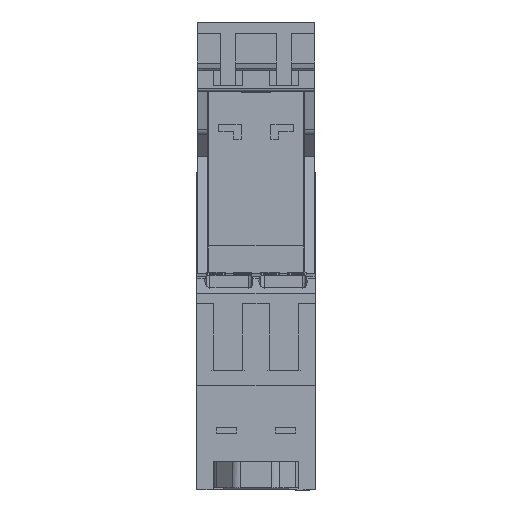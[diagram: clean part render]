
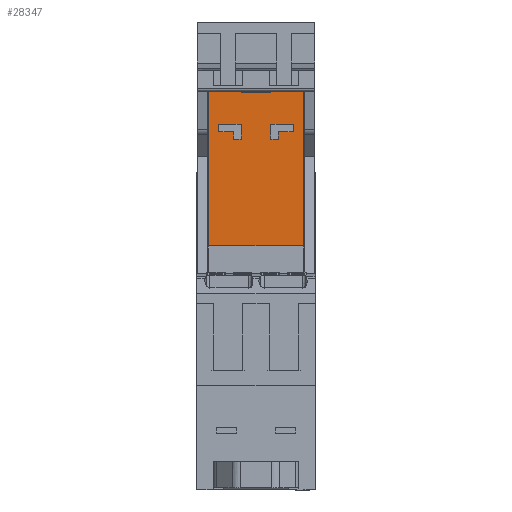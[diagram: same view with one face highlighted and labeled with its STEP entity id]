
A CAD part, front view. The second image highlights one B-rep face of the part: STEP entity #28347.
In plain terms, the highlighted planar face has unit normal (0, -1, 0).
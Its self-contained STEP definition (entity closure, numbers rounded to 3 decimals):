
#28202=AXIS2_PLACEMENT_3D('Plane Axis2P3D',#28199,#28200,#28201) ;
#28074=CARTESIAN_POINT('Line Origine',(7.925,31.925,32.7)) ;
#28078=CARTESIAN_POINT('Vertex',(14.225,31.925,32.7)) ;
#28080=CARTESIAN_POINT('Vertex',(1.625,31.925,32.7)) ;
#28126=CARTESIAN_POINT('Vertex',(14.225,31.925,56.2)) ;
#28131=CARTESIAN_POINT('Line Origine',(14.225,31.925,44.45)) ;
#28183=CARTESIAN_POINT('Vertex',(1.625,31.925,56.2)) ;
#28186=CARTESIAN_POINT('Line Origine',(1.625,31.925,44.45)) ;
#28199=CARTESIAN_POINT('Axis2P3D Location',(14.225,31.925,56.4)) ;
#28204=CARTESIAN_POINT('Line Origine',(12.075,31.925,56.2)) ;
#28208=CARTESIAN_POINT('Vertex',(9.925,31.925,56.2)) ;
#28211=CARTESIAN_POINT('Line Origine',(9.925,31.925,54.7)) ;
#28215=CARTESIAN_POINT('Vertex',(9.925,31.925,53.2)) ;
#28218=CARTESIAN_POINT('Line Origine',(7.925,31.925,53.2)) ;
#28222=CARTESIAN_POINT('Vertex',(5.925,31.925,53.2)) ;
#28225=CARTESIAN_POINT('Line Origine',(5.925,31.925,54.7)) ;
#28229=CARTESIAN_POINT('Vertex',(5.925,31.925,56.2)) ;
#28232=CARTESIAN_POINT('Line Origine',(3.775,31.925,56.2)) ;
#28247=CARTESIAN_POINT('Line Origine',(11.925,31.925,48.)) ;
#28251=CARTESIAN_POINT('Vertex',(12.925,31.925,48.)) ;
#28253=CARTESIAN_POINT('Vertex',(10.925,31.925,48.)) ;
#28256=CARTESIAN_POINT('Line Origine',(10.925,31.925,47.5)) ;
#28260=CARTESIAN_POINT('Vertex',(10.925,31.925,47.)) ;
#28263=CARTESIAN_POINT('Line Origine',(10.425,31.925,47.)) ;
#28267=CARTESIAN_POINT('Vertex',(9.925,31.925,47.)) ;
#28270=CARTESIAN_POINT('Line Origine',(9.925,31.925,48.)) ;
#28274=CARTESIAN_POINT('Vertex',(9.925,31.925,49.)) ;
#28277=CARTESIAN_POINT('Line Origine',(11.425,31.925,49.)) ;
#28281=CARTESIAN_POINT('Vertex',(12.925,31.925,49.)) ;
#28284=CARTESIAN_POINT('Line Origine',(12.925,31.925,48.5)) ;
#28297=CARTESIAN_POINT('Line Origine',(3.925,31.925,48.)) ;
#28301=CARTESIAN_POINT('Vertex',(4.925,31.925,48.)) ;
#28303=CARTESIAN_POINT('Vertex',(2.925,31.925,48.)) ;
#28306=CARTESIAN_POINT('Line Origine',(2.925,31.925,48.5)) ;
#28310=CARTESIAN_POINT('Vertex',(2.925,31.925,49.)) ;
#28313=CARTESIAN_POINT('Line Origine',(4.425,31.925,49.)) ;
#28317=CARTESIAN_POINT('Vertex',(5.925,31.925,49.)) ;
#28320=CARTESIAN_POINT('Line Origine',(5.925,31.925,48.)) ;
#28324=CARTESIAN_POINT('Vertex',(5.925,31.925,47.)) ;
#28327=CARTESIAN_POINT('Line Origine',(5.425,31.925,47.)) ;
#28331=CARTESIAN_POINT('Vertex',(4.925,31.925,47.)) ;
#28334=CARTESIAN_POINT('Line Origine',(4.925,31.925,47.5)) ;
#28075=DIRECTION('Vector Direction',(-1.,0.,0.)) ;
#28132=DIRECTION('Vector Direction',(0.,0.,-1.)) ;
#28187=DIRECTION('Vector Direction',(0.,0.,-1.)) ;
#28200=DIRECTION('Axis2P3D Direction',(0.,1.,0.)) ;
#28201=DIRECTION('Axis2P3D XDirection',(-1.,0.,0.)) ;
#28205=DIRECTION('Vector Direction',(-1.,0.,0.)) ;
#28212=DIRECTION('Vector Direction',(0.,0.,1.)) ;
#28219=DIRECTION('Vector Direction',(-1.,0.,0.)) ;
#28226=DIRECTION('Vector Direction',(0.,0.,1.)) ;
#28233=DIRECTION('Vector Direction',(-1.,0.,0.)) ;
#28248=DIRECTION('Vector Direction',(-1.,0.,0.)) ;
#28257=DIRECTION('Vector Direction',(0.,0.,-1.)) ;
#28264=DIRECTION('Vector Direction',(-1.,0.,0.)) ;
#28271=DIRECTION('Vector Direction',(0.,0.,1.)) ;
#28278=DIRECTION('Vector Direction',(1.,0.,0.)) ;
#28285=DIRECTION('Vector Direction',(0.,0.,-1.)) ;
#28298=DIRECTION('Vector Direction',(-1.,0.,0.)) ;
#28307=DIRECTION('Vector Direction',(0.,0.,1.)) ;
#28314=DIRECTION('Vector Direction',(1.,0.,0.)) ;
#28321=DIRECTION('Vector Direction',(0.,0.,-1.)) ;
#28328=DIRECTION('Vector Direction',(-1.,0.,0.)) ;
#28335=DIRECTION('Vector Direction',(0.,0.,1.)) ;
#28076=VECTOR('Line Direction',#28075,1.) ;
#28133=VECTOR('Line Direction',#28132,1.) ;
#28188=VECTOR('Line Direction',#28187,1.) ;
#28206=VECTOR('Line Direction',#28205,1.) ;
#28213=VECTOR('Line Direction',#28212,1.) ;
#28220=VECTOR('Line Direction',#28219,1.) ;
#28227=VECTOR('Line Direction',#28226,1.) ;
#28234=VECTOR('Line Direction',#28233,1.) ;
#28249=VECTOR('Line Direction',#28248,1.) ;
#28258=VECTOR('Line Direction',#28257,1.) ;
#28265=VECTOR('Line Direction',#28264,1.) ;
#28272=VECTOR('Line Direction',#28271,1.) ;
#28279=VECTOR('Line Direction',#28278,1.) ;
#28286=VECTOR('Line Direction',#28285,1.) ;
#28299=VECTOR('Line Direction',#28298,1.) ;
#28308=VECTOR('Line Direction',#28307,1.) ;
#28315=VECTOR('Line Direction',#28314,1.) ;
#28322=VECTOR('Line Direction',#28321,1.) ;
#28329=VECTOR('Line Direction',#28328,1.) ;
#28336=VECTOR('Line Direction',#28335,1.) ;
#28238=ORIENTED_EDGE('',*,*,#28210,.T.) ;
#28239=ORIENTED_EDGE('',*,*,#28217,.F.) ;
#28240=ORIENTED_EDGE('',*,*,#28224,.F.) ;
#28241=ORIENTED_EDGE('',*,*,#28231,.T.) ;
#28242=ORIENTED_EDGE('',*,*,#28236,.T.) ;
#28243=ORIENTED_EDGE('',*,*,#28190,.T.) ;
#28244=ORIENTED_EDGE('',*,*,#28082,.F.) ;
#28245=ORIENTED_EDGE('',*,*,#28135,.F.) ;
#28290=ORIENTED_EDGE('',*,*,#28255,.T.) ;
#28291=ORIENTED_EDGE('',*,*,#28262,.T.) ;
#28292=ORIENTED_EDGE('',*,*,#28269,.T.) ;
#28293=ORIENTED_EDGE('',*,*,#28276,.T.) ;
#28294=ORIENTED_EDGE('',*,*,#28283,.T.) ;
#28295=ORIENTED_EDGE('',*,*,#28288,.T.) ;
#28340=ORIENTED_EDGE('',*,*,#28305,.T.) ;
#28341=ORIENTED_EDGE('',*,*,#28312,.T.) ;
#28342=ORIENTED_EDGE('',*,*,#28319,.T.) ;
#28343=ORIENTED_EDGE('',*,*,#28326,.T.) ;
#28344=ORIENTED_EDGE('',*,*,#28333,.T.) ;
#28345=ORIENTED_EDGE('',*,*,#28338,.T.) ;
#28296=FACE_BOUND('',#28289,.T.) ;
#28346=FACE_BOUND('',#28339,.T.) ;
#28347=ADVANCED_FACE('RELAIS_MITTE',(#28246,#28296,#28346),#28203,.F.) ;
#28082=EDGE_CURVE('',#28079,#28081,#28077,.T.) ;
#28135=EDGE_CURVE('',#28127,#28079,#28134,.T.) ;
#28190=EDGE_CURVE('',#28184,#28081,#28189,.T.) ;
#28210=EDGE_CURVE('',#28127,#28209,#28207,.T.) ;
#28217=EDGE_CURVE('',#28216,#28209,#28214,.T.) ;
#28224=EDGE_CURVE('',#28223,#28216,#28221,.F.) ;
#28231=EDGE_CURVE('',#28223,#28230,#28228,.T.) ;
#28236=EDGE_CURVE('',#28230,#28184,#28235,.T.) ;
#28255=EDGE_CURVE('',#28252,#28254,#28250,.T.) ;
#28262=EDGE_CURVE('',#28254,#28261,#28259,.T.) ;
#28269=EDGE_CURVE('',#28261,#28268,#28266,.T.) ;
#28276=EDGE_CURVE('',#28268,#28275,#28273,.T.) ;
#28283=EDGE_CURVE('',#28275,#28282,#28280,.T.) ;
#28288=EDGE_CURVE('',#28282,#28252,#28287,.T.) ;
#28305=EDGE_CURVE('',#28302,#28304,#28300,.T.) ;
#28312=EDGE_CURVE('',#28304,#28311,#28309,.T.) ;
#28319=EDGE_CURVE('',#28311,#28318,#28316,.T.) ;
#28326=EDGE_CURVE('',#28318,#28325,#28323,.T.) ;
#28333=EDGE_CURVE('',#28325,#28332,#28330,.T.) ;
#28338=EDGE_CURVE('',#28332,#28302,#28337,.T.) ;
#28237=EDGE_LOOP('',(#28238,#28239,#28240,#28241,#28242,#28243,#28244,#28245)) ;
#28289=EDGE_LOOP('',(#28290,#28291,#28292,#28293,#28294,#28295)) ;
#28339=EDGE_LOOP('',(#28340,#28341,#28342,#28343,#28344,#28345)) ;
#28246=FACE_OUTER_BOUND('',#28237,.T.) ;
#28077=LINE('Line',#28074,#28076) ;
#28134=LINE('Line',#28131,#28133) ;
#28189=LINE('Line',#28186,#28188) ;
#28207=LINE('Line',#28204,#28206) ;
#28214=LINE('Line',#28211,#28213) ;
#28221=LINE('Line',#28218,#28220) ;
#28228=LINE('Line',#28225,#28227) ;
#28235=LINE('Line',#28232,#28234) ;
#28250=LINE('Line',#28247,#28249) ;
#28259=LINE('Line',#28256,#28258) ;
#28266=LINE('Line',#28263,#28265) ;
#28273=LINE('Line',#28270,#28272) ;
#28280=LINE('Line',#28277,#28279) ;
#28287=LINE('Line',#28284,#28286) ;
#28300=LINE('Line',#28297,#28299) ;
#28309=LINE('Line',#28306,#28308) ;
#28316=LINE('Line',#28313,#28315) ;
#28323=LINE('Line',#28320,#28322) ;
#28330=LINE('Line',#28327,#28329) ;
#28337=LINE('Line',#28334,#28336) ;
#28203=PLANE('',#28202) ;
#28079=VERTEX_POINT('',#28078) ;
#28081=VERTEX_POINT('',#28080) ;
#28127=VERTEX_POINT('',#28126) ;
#28184=VERTEX_POINT('',#28183) ;
#28209=VERTEX_POINT('',#28208) ;
#28216=VERTEX_POINT('',#28215) ;
#28223=VERTEX_POINT('',#28222) ;
#28230=VERTEX_POINT('',#28229) ;
#28252=VERTEX_POINT('',#28251) ;
#28254=VERTEX_POINT('',#28253) ;
#28261=VERTEX_POINT('',#28260) ;
#28268=VERTEX_POINT('',#28267) ;
#28275=VERTEX_POINT('',#28274) ;
#28282=VERTEX_POINT('',#28281) ;
#28302=VERTEX_POINT('',#28301) ;
#28304=VERTEX_POINT('',#28303) ;
#28311=VERTEX_POINT('',#28310) ;
#28318=VERTEX_POINT('',#28317) ;
#28325=VERTEX_POINT('',#28324) ;
#28332=VERTEX_POINT('',#28331) ;
